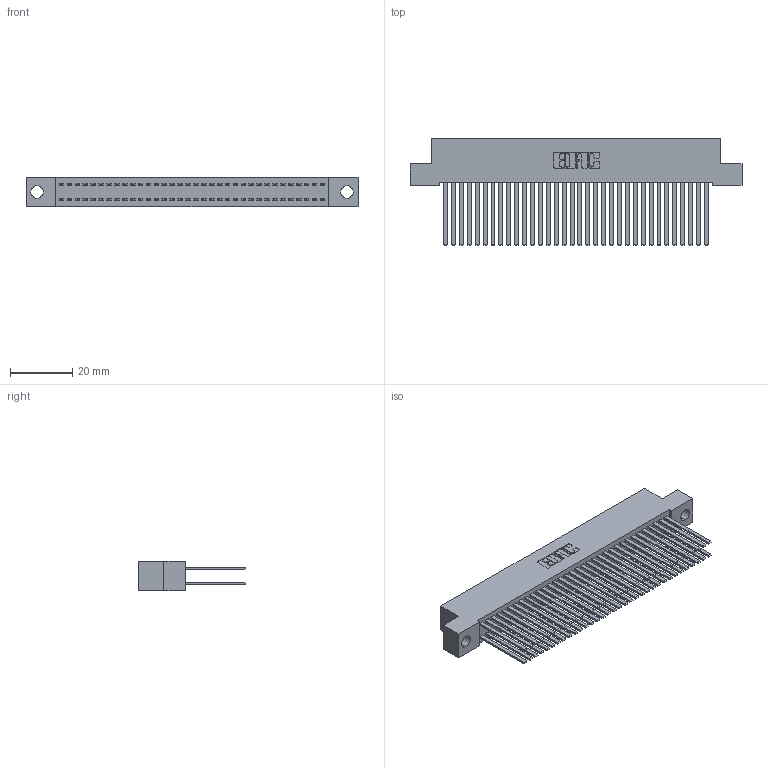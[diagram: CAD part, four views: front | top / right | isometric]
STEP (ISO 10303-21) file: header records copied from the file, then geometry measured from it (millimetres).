
FILE_DESCRIPTION (( 'STEP AP203' ), '1' );
FILE_NAME ('392-068-544-204.STEP', '2019-10-09T11:43:30', ( '' ), ( '' ), 'SwSTEP 2.0', 'SolidWorks 2016', '' );
FILE_SCHEMA (( 'CONFIG_CONTROL_DESIGN' ));
Length unit declared in the file: inch
Products named in the file (3): 342 Part_.156 TH; 345-292-001_345-293-144; 392-068-544-204
Assembly tree (69 placements, depth 2):
  392-068-544-204
    342 Part_.156 TH
    345-292-001_345-293-144  x68
Bounding box: 106.68 x 34.3 x 9.4 mm (x, y, z)
Volume: 10413.5 mm3; surface area: 19217.5 mm2
Topology: 69 solids, 69 shells, 3238 faces, 9615 edges, 6318 vertices
Faces by surface type: plane 2242, cylinder 996
Entity records: 22595 total; most frequent: CARTESIAN_POINT 3750, ORIENTED_EDGE 3686, DIRECTION 3215, EDGE_CURVE 1843, LINE 1719, VECTOR 1719, VERTEX_POINT 1226, AXIS2_PLACEMENT_3D 748
